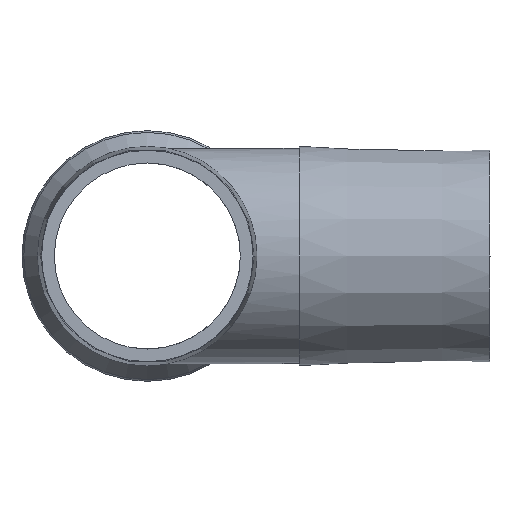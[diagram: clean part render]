
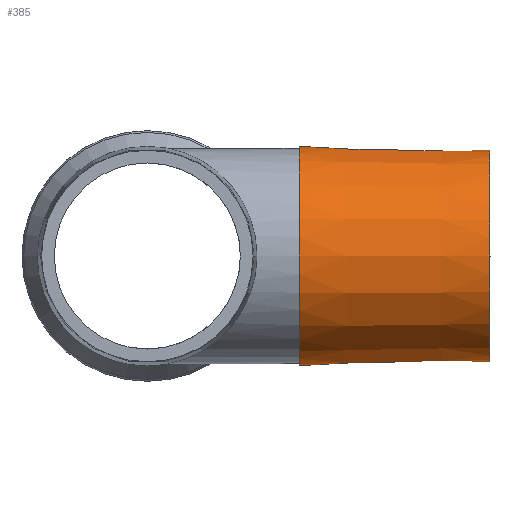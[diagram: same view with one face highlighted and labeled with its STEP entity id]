
A CAD part, left-side view. The second image highlights one B-rep face of the part: STEP entity #385.
In plain terms, the highlighted conical face has half-angle 1.175 degrees and reference radius 11 mm.
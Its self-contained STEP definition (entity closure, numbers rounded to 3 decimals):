
#40=LINE('',#669,#55);
#55=VECTOR('',#530,11.);
#69=CONICAL_SURFACE('',#436,11.,0.021);
#86=FACE_OUTER_BOUND('',#111,.T.);
#111=EDGE_LOOP('',(#280,#281,#282,#283,#284));
#137=CIRCLE('',#429,11.2);
#140=CIRCLE('',#433,10.8);
#141=CIRCLE('',#434,10.8);
#170=VERTEX_POINT('',#655);
#173=VERTEX_POINT('',#662);
#174=VERTEX_POINT('',#663);
#212=EDGE_CURVE('',#170,#170,#137,.T.);
#215=EDGE_CURVE('',#173,#174,#140,.T.);
#216=EDGE_CURVE('',#174,#173,#141,.T.);
#218=EDGE_CURVE('',#170,#174,#40,.T.);
#280=ORIENTED_EDGE('',*,*,#212,.F.);
#281=ORIENTED_EDGE('',*,*,#218,.T.);
#282=ORIENTED_EDGE('',*,*,#215,.F.);
#283=ORIENTED_EDGE('',*,*,#216,.F.);
#284=ORIENTED_EDGE('',*,*,#218,.F.);
#385=ADVANCED_FACE('',(#86),#69,.T.);
#429=AXIS2_PLACEMENT_3D('',#656,#514,#515);
#433=AXIS2_PLACEMENT_3D('',#664,#522,#523);
#434=AXIS2_PLACEMENT_3D('',#665,#524,#525);
#436=AXIS2_PLACEMENT_3D('',#668,#528,#529);
#514=DIRECTION('center_axis',(0.,1.,0.));
#515=DIRECTION('ref_axis',(-1.,0.,0.));
#522=DIRECTION('center_axis',(0.,-1.,0.));
#523=DIRECTION('ref_axis',(1.,0.,0.));
#524=DIRECTION('center_axis',(0.,-1.,0.));
#525=DIRECTION('ref_axis',(1.,0.,0.));
#528=DIRECTION('center_axis',(0.,1.,0.));
#529=DIRECTION('ref_axis',(1.,0.,0.));
#530=DIRECTION('',(0.021,-1.,0.));
#655=CARTESIAN_POINT('',(-3.9,-15.5,0.));
#656=CARTESIAN_POINT('Origin',(7.3,-15.5,0.));
#662=CARTESIAN_POINT('',(18.1,-35.,0.));
#663=CARTESIAN_POINT('',(-3.5,-35.,0.));
#664=CARTESIAN_POINT('Origin',(7.3,-35.,0.));
#665=CARTESIAN_POINT('Origin',(7.3,-35.,0.));
#668=CARTESIAN_POINT('Origin',(7.3,-25.25,0.));
#669=CARTESIAN_POINT('',(-3.7,-25.25,0.));
